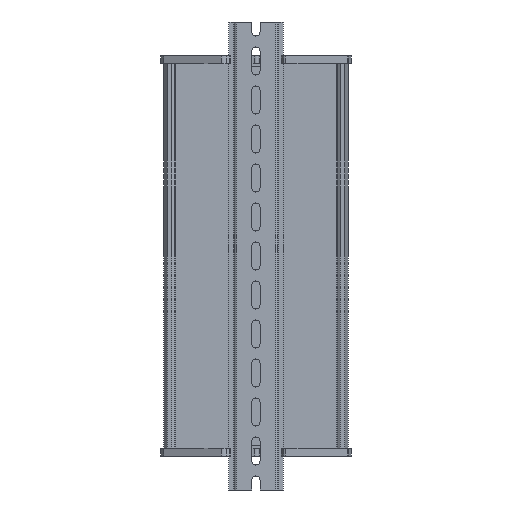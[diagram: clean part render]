
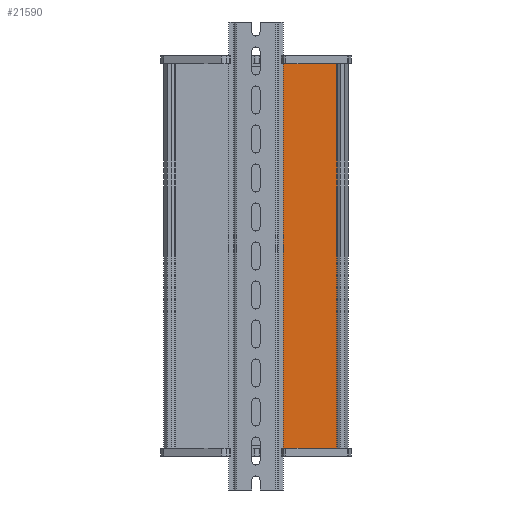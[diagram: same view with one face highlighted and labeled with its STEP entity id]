
A CAD part, front view. The second image highlights one B-rep face of the part: STEP entity #21590.
In plain terms, the highlighted planar face has unit normal (0, -1, 0).
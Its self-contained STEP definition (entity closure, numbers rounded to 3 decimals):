
#617 = FACE_OUTER_BOUND ( 'NONE', #17903, .T. ) ;
#810 = DIRECTION ( 'NONE',  ( 1., 0., 0. ) ) ;
#2481 = ORIENTED_EDGE ( 'NONE', *, *, #22178, .F. ) ;
#2780 = VERTEX_POINT ( 'NONE', #7792 ) ;
#5003 = CARTESIAN_POINT ( 'NONE',  ( 6.025, -1.653, 0. ) ) ;
#5152 = ORIENTED_EDGE ( 'NONE', *, *, #13802, .T. ) ;
#5434 = PLANE ( 'NONE',  #14221 ) ;
#5959 = EDGE_CURVE ( 'NONE', #23181, #19078, #13969, .T. ) ;
#6109 = DIRECTION ( 'NONE',  ( 0., 0., 1. ) ) ;
#6769 = CARTESIAN_POINT ( 'NONE',  ( 6.025, -1.653, -250. ) ) ;
#6893 = LINE ( 'NONE', #20880, #13175 ) ;
#7792 = CARTESIAN_POINT ( 'NONE',  ( 51.609, -1.653, 0. ) ) ;
#9719 = VECTOR ( 'NONE', #11390, 1000. ) ;
#11174 = CARTESIAN_POINT ( 'NONE',  ( 51.609, -1.653, -250. ) ) ;
#11390 = DIRECTION ( 'NONE',  ( 1., 0., 0. ) ) ;
#13137 = ORIENTED_EDGE ( 'NONE', *, *, #18076, .T. ) ;
#13175 = VECTOR ( 'NONE', #810, 1000. ) ;
#13182 = CARTESIAN_POINT ( 'NONE',  ( 6.025, -1.653, -250. ) ) ;
#13211 = DIRECTION ( 'NONE',  ( 0., 0., 1. ) ) ;
#13448 = DIRECTION ( 'NONE',  ( 0., -1., 0. ) ) ;
#13802 = EDGE_CURVE ( 'NONE', #17930, #2780, #16686, .T. ) ;
#13969 = LINE ( 'NONE', #14129, #20582 ) ;
#14129 = CARTESIAN_POINT ( 'NONE',  ( 6.025, -1.653, -250. ) ) ;
#14221 = AXIS2_PLACEMENT_3D ( 'NONE', #13182, #13448, #15185 ) ;
#15185 = DIRECTION ( 'NONE',  ( 0., 0., -1. ) ) ;
#16257 = CARTESIAN_POINT ( 'NONE',  ( 51.609, -1.653, -250. ) ) ;
#16686 = LINE ( 'NONE', #11174, #19509 ) ;
#17903 = EDGE_LOOP ( 'NONE', ( #2481, #25902, #13137, #5152 ) ) ;
#17930 = VERTEX_POINT ( 'NONE', #16257 ) ;
#18076 = EDGE_CURVE ( 'NONE', #23181, #17930, #6893, .T. ) ;
#19078 = VERTEX_POINT ( 'NONE', #5003 ) ;
#19509 = VECTOR ( 'NONE', #13211, 1000. ) ;
#20582 = VECTOR ( 'NONE', #6109, 1000. ) ;
#20880 = CARTESIAN_POINT ( 'NONE',  ( 6.025, -1.653, -250. ) ) ;
#21590 = ADVANCED_FACE ( 'NONE', ( #617 ), #5434, .T. ) ;
#22178 = EDGE_CURVE ( 'NONE', #19078, #2780, #24518, .T. ) ;
#23181 = VERTEX_POINT ( 'NONE', #6769 ) ;
#24518 = LINE ( 'NONE', #25546, #9719 ) ;
#25546 = CARTESIAN_POINT ( 'NONE',  ( 6.025, -1.653, 0. ) ) ;
#25902 = ORIENTED_EDGE ( 'NONE', *, *, #5959, .F. ) ;
